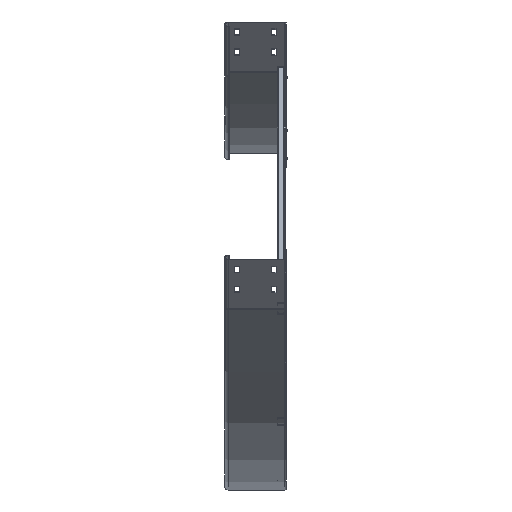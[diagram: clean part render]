
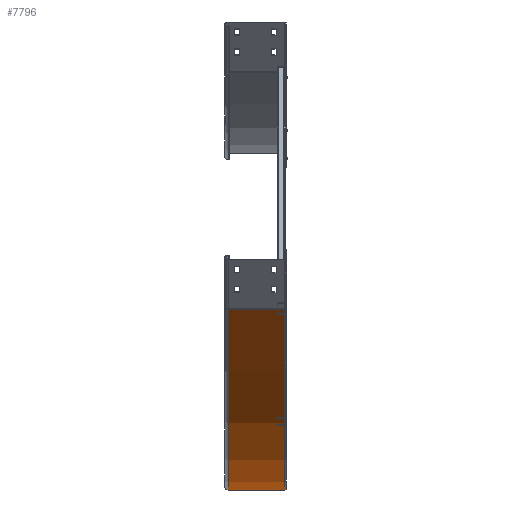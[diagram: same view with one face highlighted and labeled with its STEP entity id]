
A CAD part, left-side view. The second image highlights one B-rep face of the part: STEP entity #7796.
In plain terms, the highlighted cylindrical face has radius 1100 mm (diameter 2200 mm), a partial arc.
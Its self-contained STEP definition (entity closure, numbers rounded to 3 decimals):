
#241 = EDGE_CURVE ( 'NONE', #3099, #3259, #6289, .T. ) ;
#265 = ORIENTED_EDGE ( 'NONE', *, *, #5561, .F. ) ;
#386 = EDGE_CURVE ( 'NONE', #426, #7336, #5092, .T. ) ;
#426 = VERTEX_POINT ( 'NONE', #3058 ) ;
#431 = AXIS2_PLACEMENT_3D ( 'NONE', #3430, #1322, #2717 ) ;
#502 = AXIS2_PLACEMENT_3D ( 'NONE', #2799, #5742, #3654 ) ;
#861 = DIRECTION ( 'NONE',  ( 0., 1., 0. ) ) ;
#1322 = DIRECTION ( 'NONE',  ( 0., 1., 0. ) ) ;
#1843 = CARTESIAN_POINT ( 'NONE',  ( -125., 0., 1100. ) ) ;
#1930 = ORIENTED_EDGE ( 'NONE', *, *, #386, .T. ) ;
#2652 = FACE_OUTER_BOUND ( 'NONE', #3787, .T. ) ;
#2682 = EDGE_CURVE ( 'NONE', #3099, #426, #5052, .T. ) ;
#2717 = DIRECTION ( 'NONE',  ( 0., 0., -1. ) ) ;
#2799 = CARTESIAN_POINT ( 'NONE',  ( -125., 2.5, 1100. ) ) ;
#2915 = CARTESIAN_POINT ( 'NONE',  ( -1225., 2.5, 1100. ) ) ;
#3058 = CARTESIAN_POINT ( 'NONE',  ( -1225., 2.5, 1100. ) ) ;
#3099 = VERTEX_POINT ( 'NONE', #6767 ) ;
#3259 = VERTEX_POINT ( 'NONE', #6567 ) ;
#3430 = CARTESIAN_POINT ( 'NONE',  ( -125., 104., 1100. ) ) ;
#3446 = CARTESIAN_POINT ( 'NONE',  ( -125., 2.5, 0. ) ) ;
#3654 = DIRECTION ( 'NONE',  ( 0., 0., -1. ) ) ;
#3787 = EDGE_LOOP ( 'NONE', ( #265, #6838, #7687, #1930 ) ) ;
#4231 = CIRCLE ( 'NONE', #431, 1100. ) ;
#5052 = CIRCLE ( 'NONE', #502, 1100. ) ;
#5092 = LINE ( 'NONE', #2915, #8390 ) ;
#5426 = VECTOR ( 'NONE', #8399, 1000. ) ;
#5542 = DIRECTION ( 'NONE',  ( 0., 0., 1. ) ) ;
#5561 = EDGE_CURVE ( 'NONE', #3259, #7336, #4231, .T. ) ;
#5742 = DIRECTION ( 'NONE',  ( 0., 1., 0. ) ) ;
#6289 = LINE ( 'NONE', #3446, #5426 ) ;
#6567 = CARTESIAN_POINT ( 'NONE',  ( -125., 104., 0. ) ) ;
#6767 = CARTESIAN_POINT ( 'NONE',  ( -125., 2.5, 0. ) ) ;
#6838 = ORIENTED_EDGE ( 'NONE', *, *, #241, .F. ) ;
#6918 = DIRECTION ( 'NONE',  ( 0., 1., 0. ) ) ;
#6930 = CARTESIAN_POINT ( 'NONE',  ( -1225., 104., 1100. ) ) ;
#7336 = VERTEX_POINT ( 'NONE', #6930 ) ;
#7687 = ORIENTED_EDGE ( 'NONE', *, *, #2682, .T. ) ;
#7796 = ADVANCED_FACE ( 'NONE', ( #2652 ), #8360, .T. ) ;
#7970 = AXIS2_PLACEMENT_3D ( 'NONE', #1843, #6918, #5542 ) ;
#8360 = CYLINDRICAL_SURFACE ( 'NONE', #7970, 1100. ) ;
#8390 = VECTOR ( 'NONE', #861, 1000. ) ;
#8399 = DIRECTION ( 'NONE',  ( 0., 1., 0. ) ) ;
